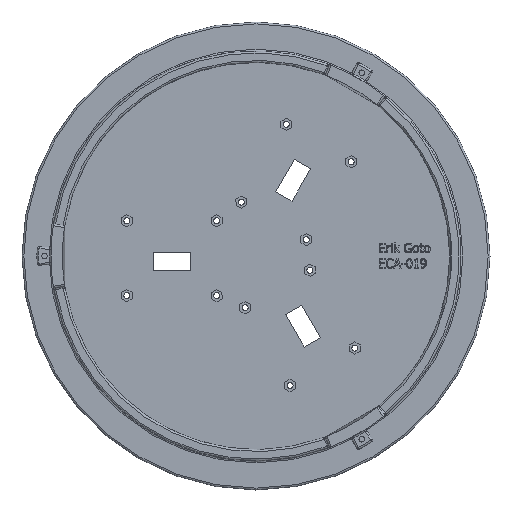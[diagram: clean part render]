
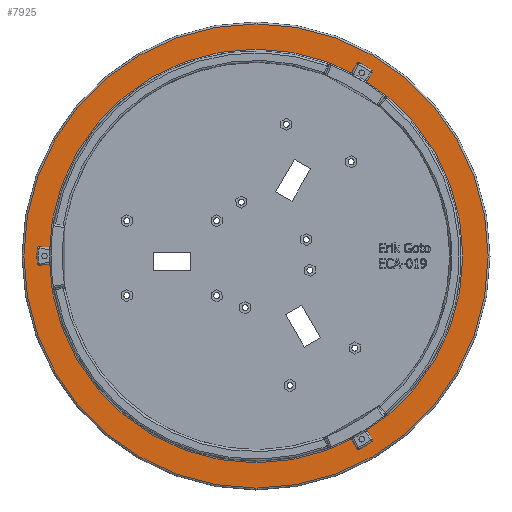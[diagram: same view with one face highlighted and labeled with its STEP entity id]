
A CAD part, front view. The second image highlights one B-rep face of the part: STEP entity #7925.
In plain terms, the highlighted planar face has unit normal (0, -1, 0).
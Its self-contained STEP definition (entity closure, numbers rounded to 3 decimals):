
#56=FACE_BOUND('',#2739,.T.);
#229=PLANE('',#8417);
#2248=FACE_OUTER_BOUND('',#2738,.T.);
#2738=EDGE_LOOP('',(#6940));
#2739=EDGE_LOOP('',(#6941));
#3017=CIRCLE('',#8416,110.5);
#3018=CIRCLE('',#8418,124.);
#3919=VERTEX_POINT('',#14401);
#3920=VERTEX_POINT('',#14405);
#4970=EDGE_CURVE('',#3919,#3919,#3017,.T.);
#4971=EDGE_CURVE('',#3920,#3920,#3018,.T.);
#6940=ORIENTED_EDGE('',*,*,#4971,.F.);
#6941=ORIENTED_EDGE('',*,*,#4970,.F.);
#7925=ADVANCED_FACE('',(#2248,#56),#229,.F.);
#8416=AXIS2_PLACEMENT_3D('',#14403,#9833,#9834);
#8417=AXIS2_PLACEMENT_3D('',#14404,#9835,#9836);
#8418=AXIS2_PLACEMENT_3D('',#14406,#9837,#9838);
#9833=DIRECTION('center_axis',(0.,-1.,0.));
#9834=DIRECTION('ref_axis',(-1.,0.,0.));
#9835=DIRECTION('center_axis',(0.,1.,0.));
#9836=DIRECTION('ref_axis',(0.,0.,1.));
#9837=DIRECTION('center_axis',(0.,1.,0.));
#9838=DIRECTION('ref_axis',(1.,0.,0.));
#14401=CARTESIAN_POINT('',(0.,0.,-110.5));
#14403=CARTESIAN_POINT('Origin',(0.,0.,0.));
#14404=CARTESIAN_POINT('Origin',(0.,0.,0.));
#14405=CARTESIAN_POINT('',(0.,0.,-124.));
#14406=CARTESIAN_POINT('Origin',(0.,0.,0.));
